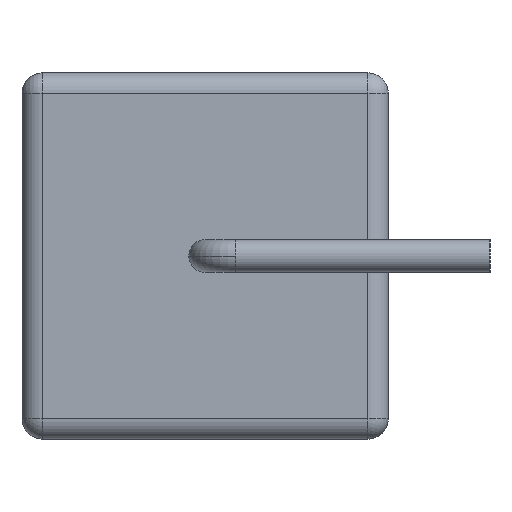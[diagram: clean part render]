
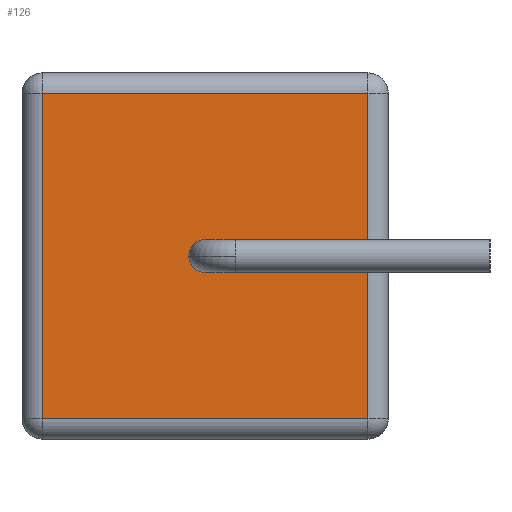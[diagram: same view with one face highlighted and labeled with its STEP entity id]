
A CAD part, left-side view. The second image highlights one B-rep face of the part: STEP entity #126.
In plain terms, the highlighted planar face has unit normal (-1, 0, 0).
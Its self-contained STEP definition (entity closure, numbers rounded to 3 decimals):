
#20 = AXIS2_PLACEMENT_3D ( 'NONE', #78, #696, #608 ) ;
#44 = EDGE_CURVE ( 'NONE', #203, #672, #190, .T. ) ;
#52 = ORIENTED_EDGE ( 'NONE', *, *, #717, .T. ) ;
#54 = CARTESIAN_POINT ( 'NONE',  ( -19., 5., 0. ) ) ;
#73 = DIRECTION ( 'NONE',  ( 0., 0., -1. ) ) ;
#78 = CARTESIAN_POINT ( 'NONE',  ( -19., 9.5, 4.5 ) ) ;
#126 = ADVANCED_FACE ( 'NONE', ( #1053, #715 ), #781, .F. ) ;
#128 = CARTESIAN_POINT ( 'NONE',  ( -19., 9., 4. ) ) ;
#136 = EDGE_LOOP ( 'NONE', ( #1005, #926, #335, #52 ) ) ;
#190 = CIRCLE ( 'NONE', #930, 0.4 ) ;
#203 = VERTEX_POINT ( 'NONE', #1070 ) ;
#214 = VECTOR ( 'NONE', #810, 1000. ) ;
#288 = VECTOR ( 'NONE', #73, 1000. ) ;
#290 = ORIENTED_EDGE ( 'NONE', *, *, #44, .T. ) ;
#327 = CARTESIAN_POINT ( 'NONE',  ( -19., 9.5, 4. ) ) ;
#335 = ORIENTED_EDGE ( 'NONE', *, *, #495, .T. ) ;
#357 = CIRCLE ( 'NONE', #650, 0.4 ) ;
#367 = DIRECTION ( 'NONE',  ( 0., 0., -1. ) ) ;
#398 = DIRECTION ( 'NONE',  ( 1., 0., 0. ) ) ;
#413 = EDGE_LOOP ( 'NONE', ( #1031, #290 ) ) ;
#425 = DIRECTION ( 'NONE',  ( 0., 0., -1. ) ) ;
#427 = VERTEX_POINT ( 'NONE', #1118 ) ;
#431 = CARTESIAN_POINT ( 'NONE',  ( -19., 9.5, -4. ) ) ;
#495 = EDGE_CURVE ( 'NONE', #649, #965, #744, .T. ) ;
#512 = CARTESIAN_POINT ( 'NONE',  ( -19., 1., 4.5 ) ) ;
#549 = EDGE_CURVE ( 'NONE', #427, #649, #895, .T. ) ;
#608 = DIRECTION ( 'NONE',  ( 0., 0., -1. ) ) ;
#626 = CARTESIAN_POINT ( 'NONE',  ( -19., 1., 4. ) ) ;
#648 = DIRECTION ( 'NONE',  ( 1., 0., 0. ) ) ;
#649 = VERTEX_POINT ( 'NONE', #626 ) ;
#650 = AXIS2_PLACEMENT_3D ( 'NONE', #1080, #648, #367 ) ;
#672 = VERTEX_POINT ( 'NONE', #1055 ) ;
#696 = DIRECTION ( 'NONE',  ( 1., 0., 0. ) ) ;
#700 = EDGE_CURVE ( 'NONE', #1089, #427, #910, .T. ) ;
#702 = DIRECTION ( 'NONE',  ( 0., 1., 0. ) ) ;
#714 = VECTOR ( 'NONE', #702, 1000. ) ;
#715 = FACE_OUTER_BOUND ( 'NONE', #136, .T. ) ;
#717 = EDGE_CURVE ( 'NONE', #965, #1089, #800, .T. ) ;
#744 = LINE ( 'NONE', #327, #714 ) ;
#781 = PLANE ( 'NONE',  #20 ) ;
#800 = LINE ( 'NONE', #1015, #288 ) ;
#810 = DIRECTION ( 'NONE',  ( 0., -1., 0. ) ) ;
#824 = CARTESIAN_POINT ( 'NONE',  ( -19., 9., -4. ) ) ;
#841 = VECTOR ( 'NONE', #956, 1000. ) ;
#876 = EDGE_CURVE ( 'NONE', #672, #203, #357, .T. ) ;
#895 = LINE ( 'NONE', #512, #841 ) ;
#910 = LINE ( 'NONE', #431, #214 ) ;
#926 = ORIENTED_EDGE ( 'NONE', *, *, #549, .T. ) ;
#930 = AXIS2_PLACEMENT_3D ( 'NONE', #54, #398, #425 ) ;
#956 = DIRECTION ( 'NONE',  ( 0., 0., 1. ) ) ;
#965 = VERTEX_POINT ( 'NONE', #128 ) ;
#1005 = ORIENTED_EDGE ( 'NONE', *, *, #700, .T. ) ;
#1015 = CARTESIAN_POINT ( 'NONE',  ( -19., 9., 4.5 ) ) ;
#1031 = ORIENTED_EDGE ( 'NONE', *, *, #876, .T. ) ;
#1053 = FACE_BOUND ( 'NONE', #413, .T. ) ;
#1055 = CARTESIAN_POINT ( 'NONE',  ( -19., 5., -0.4 ) ) ;
#1070 = CARTESIAN_POINT ( 'NONE',  ( -19., 5., 0.4 ) ) ;
#1080 = CARTESIAN_POINT ( 'NONE',  ( -19., 5., 0. ) ) ;
#1089 = VERTEX_POINT ( 'NONE', #824 ) ;
#1118 = CARTESIAN_POINT ( 'NONE',  ( -19., 1., -4. ) ) ;
